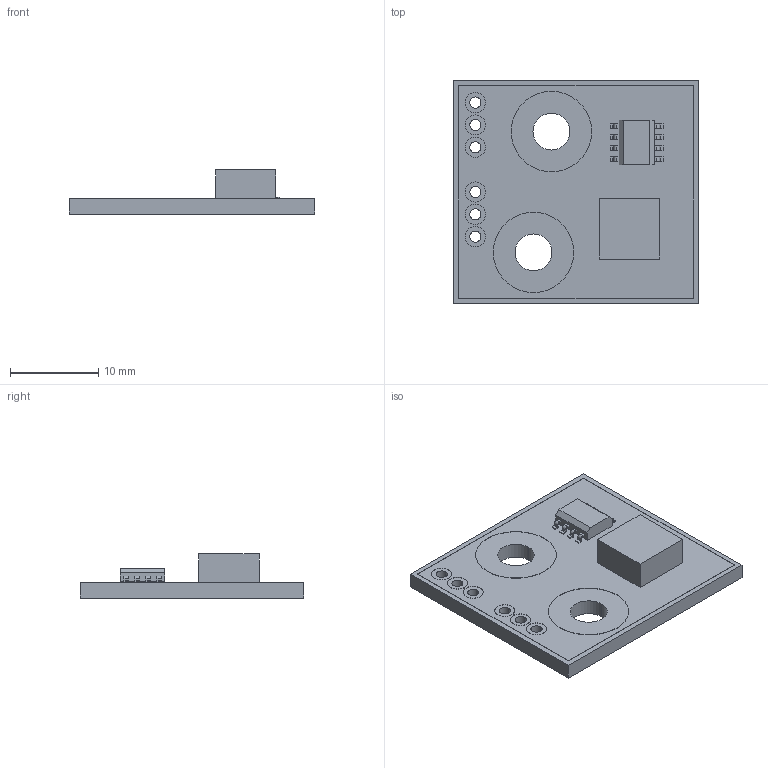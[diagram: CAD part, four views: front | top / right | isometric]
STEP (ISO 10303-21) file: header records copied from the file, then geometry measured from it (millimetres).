
FILE_DESCRIPTION((''),'2;1');
FILE_NAME('Gyro Sensor.stp','2008-01-04T19:08:25',('Owner'),(''),'Autodesk Inventor (R) 6.0','Autodesk Inventor (R) 6.0','');
FILE_SCHEMA(('AUTOMOTIVE_DESIGN { 1 0 10303 214 1 1 1 1 }'));
Length unit declared in the file: inch
Products named in the file (4): Gyro Sensor; Gyro PCB; Gyro Chip; 8 Pin SMT
Assembly tree (3 placements, depth 2):
  Gyro Sensor
    Gyro PCB
    Gyro Chip
    8 Pin SMT
Bounding box: 27.94 x 25.4 x 5.03 mm (x, y, z)
Volume: 1393.9 mm3; surface area: 1894.4 mm2
Topology: 3 solids, 3 shells, 169 faces, 438 edges, 292 vertices
Faces by surface type: plane 69, bspline 68, cylinder 32
Entity records: 5746 total; most frequent: CARTESIAN_POINT 1558, ORIENTED_EDGE 876, DIRECTION 782, EDGE_CURVE 438, VECTOR 310, LINE 310, VERTEX_POINT 292, AXIS2_PLACEMENT_3D 236
